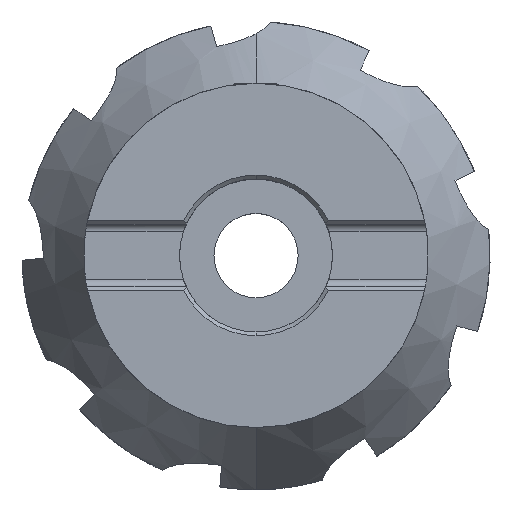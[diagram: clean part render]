
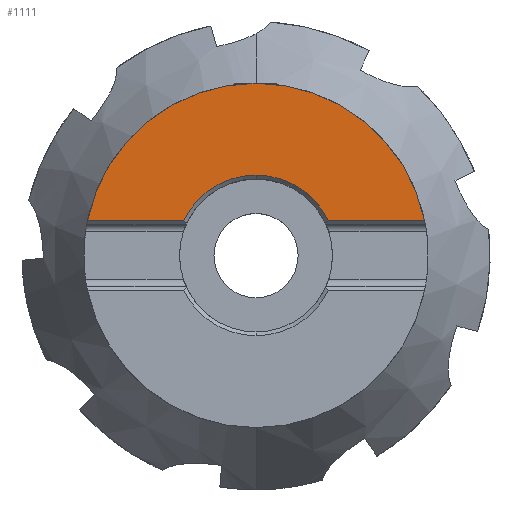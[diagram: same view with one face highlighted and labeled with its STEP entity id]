
A CAD part, top view. The second image highlights one B-rep face of the part: STEP entity #1111.
In plain terms, the highlighted planar face has unit normal (0, 0, 1).
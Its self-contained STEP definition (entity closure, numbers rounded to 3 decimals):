
#899=EDGE_CURVE('',#1059,#1641,#2622,.T.);
#947=VERTEX_POINT('',#2674);
#1059=VERTEX_POINT('',#2796);
#1081=EDGE_CURVE('',#947,#1279,#2819,.T.);
#1111=ADVANCED_FACE('',(#2853),#2854,.T.);
#1279=VERTEX_POINT('',#3035);
#1305=EDGE_CURVE('',#1905,#947,#3064,.T.);
#1385=EDGE_CURVE('',#1059,#1947,#3150,.T.);
#1509=EDGE_CURVE('',#1947,#1905,#3288,.T.);
#1641=VERTEX_POINT('',#3428);
#1883=EDGE_CURVE('',#1641,#1279,#3690,.T.);
#1905=VERTEX_POINT('',#3713);
#1947=VERTEX_POINT('',#3759);
#2622=CIRCLE('',#4535,45.0);
#2674=CARTESIAN_POINT('',(18.877,9.2,0.));
#2796=CARTESIAN_POINT('',(-44.05,9.2,0.0));
#2819=LINE('',#4982,#4983);
#2853=FACE_OUTER_BOUND('',#5050,.T.);
#2854=PLANE('',#5051);
#3035=CARTESIAN_POINT('',(44.05,9.2,0.0));
#3064=CIRCLE('',#5578,21.0);
#3150=LINE('',#5726,#5727);
#3288=CIRCLE('',#6110,21.0);
#3428=CARTESIAN_POINT('',(0.,45.0,0.0));
#3690=CIRCLE('',#7026,45.0);
#3713=CARTESIAN_POINT('',(0.,21.0,0.0));
#3759=CARTESIAN_POINT('',(-18.877,9.2,0.));
#4535=AXIS2_PLACEMENT_3D('',#8675,#8676,#8677);
#4982=CARTESIAN_POINT('',(22.5,9.2,0.0));
#4983=VECTOR('',#8898,1.0);
#5050=EDGE_LOOP('',(#8939,#8940,#8941,#8942,#8943,#8944));
#5051=AXIS2_PLACEMENT_3D('',#8945,#8946,#8947);
#5578=AXIS2_PLACEMENT_3D('',#9179,#9180,#9181);
#5726=CARTESIAN_POINT('',(22.5,9.2,0.0));
#5727=VECTOR('',#9255,1.0);
#6110=AXIS2_PLACEMENT_3D('',#9424,#9425,#9426);
#7026=AXIS2_PLACEMENT_3D('',#9797,#9798,#9799);
#8675=CARTESIAN_POINT('',(0.0,0.0,0.0));
#8676=DIRECTION('',(0.0,0.0,-1.0));
#8677=DIRECTION('',(0.0,1.0,0.0));
#8898=DIRECTION('',(1.0,0.0,0.0));
#8939=ORIENTED_EDGE('',*,*,#1385,.T.);
#8940=ORIENTED_EDGE('',*,*,#1509,.T.);
#8941=ORIENTED_EDGE('',*,*,#1305,.T.);
#8942=ORIENTED_EDGE('',*,*,#1081,.T.);
#8943=ORIENTED_EDGE('',*,*,#1883,.F.);
#8944=ORIENTED_EDGE('',*,*,#899,.F.);
#8945=CARTESIAN_POINT('',(0.0,22.5,0.0));
#8946=DIRECTION('',(-0.0,0.0,1.0));
#8947=DIRECTION('',(0.0,-1.0,0.0));
#9179=CARTESIAN_POINT('',(0.0,0.0,0.0));
#9180=DIRECTION('',(-0.0,0.0,-1.0));
#9181=DIRECTION('',(0.0,1.0,0.0));
#9255=DIRECTION('',(1.0,0.0,0.0));
#9424=CARTESIAN_POINT('',(0.0,0.0,0.0));
#9425=DIRECTION('',(-0.0,0.0,-1.0));
#9426=DIRECTION('',(0.0,1.0,0.0));
#9797=CARTESIAN_POINT('',(0.0,0.0,0.0));
#9798=DIRECTION('',(0.0,0.0,-1.0));
#9799=DIRECTION('',(0.0,1.0,0.0));
